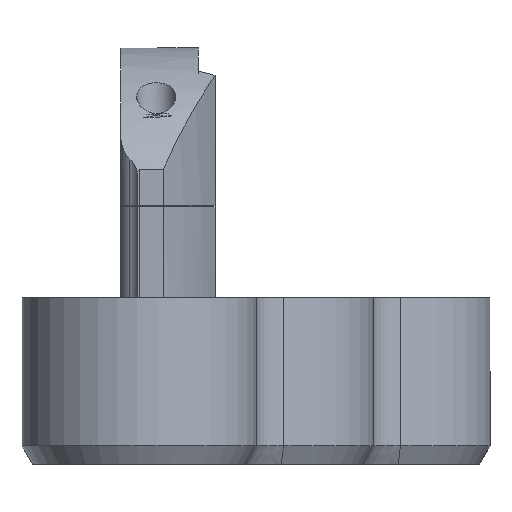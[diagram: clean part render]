
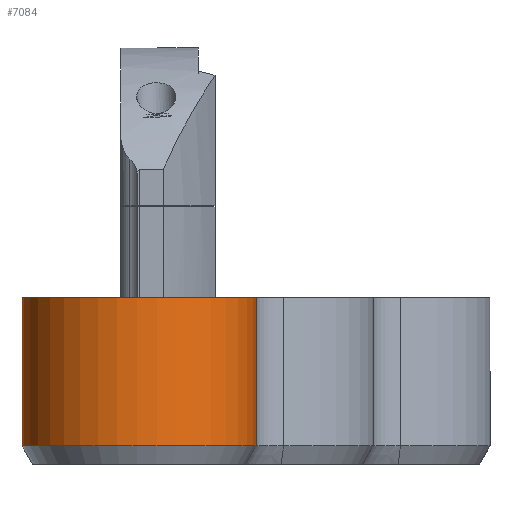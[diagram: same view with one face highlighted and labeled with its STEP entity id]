
A CAD part, front view. The second image highlights one B-rep face of the part: STEP entity #7084.
In plain terms, the highlighted cylindrical face has radius 12.65 mm (diameter 25.3 mm), a partial arc.
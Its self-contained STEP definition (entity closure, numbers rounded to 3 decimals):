
#420=FACE_OUTER_BOUND('',#824,.T.);
#824=EDGE_LOOP('',(#5502,#5503,#5504,#5505));
#1584=CIRCLE('',#7488,12.65);
#1659=CIRCLE('',#7625,12.65);
#1995=LINE('',#19215,#2374);
#1996=LINE('',#19217,#2375);
#2374=VECTOR('',#8960,10.);
#2375=VECTOR('',#8963,10.);
#2909=VERTEX_POINT('',#18687);
#2910=VERTEX_POINT('',#18689);
#3009=VERTEX_POINT('',#19140);
#3010=VERTEX_POINT('',#19144);
#3792=EDGE_CURVE('',#2909,#2910,#1584,.T.);
#3958=EDGE_CURVE('',#3010,#3009,#1659,.T.);
#3992=EDGE_CURVE('',#3009,#2909,#1995,.T.);
#3993=EDGE_CURVE('',#2910,#3010,#1996,.T.);
#5502=ORIENTED_EDGE('',*,*,#3958,.F.);
#5503=ORIENTED_EDGE('',*,*,#3993,.F.);
#5504=ORIENTED_EDGE('',*,*,#3792,.F.);
#5505=ORIENTED_EDGE('',*,*,#3992,.F.);
#6731=CYLINDRICAL_SURFACE('',#7662,12.65);
#7084=ADVANCED_FACE('',(#420),#6731,.T.);
#7488=AXIS2_PLACEMENT_3D('',#18690,#8522,#8523);
#7625=AXIS2_PLACEMENT_3D('',#19146,#8865,#8866);
#7662=AXIS2_PLACEMENT_3D('',#19216,#8961,#8962);
#8522=DIRECTION('center_axis',(0.,0.,1.));
#8523=DIRECTION('ref_axis',(1.,0.,0.));
#8865=DIRECTION('center_axis',(0.,0.,-1.));
#8866=DIRECTION('ref_axis',(-1.,0.,0.));
#8960=DIRECTION('',(0.,0.,1.));
#8961=DIRECTION('center_axis',(0.,0.,1.));
#8962=DIRECTION('ref_axis',(-0.574,-0.819,0.));
#8963=DIRECTION('',(0.,0.,-1.));
#18687=CARTESIAN_POINT('',(-15.604,-27.729,18.));
#18689=CARTESIAN_POINT('',(-0.046,-38.622,18.));
#18690=CARTESIAN_POINT('Origin',(-12.619,-40.021,18.));
#19140=CARTESIAN_POINT('',(-15.604,-27.729,2.));
#19144=CARTESIAN_POINT('',(-0.046,-38.622,2.));
#19146=CARTESIAN_POINT('Origin',(-12.619,-40.021,2.));
#19215=CARTESIAN_POINT('',(-15.604,-27.729,0.));
#19216=CARTESIAN_POINT('Origin',(-12.619,-40.021,0.));
#19217=CARTESIAN_POINT('',(-0.046,-38.622,0.));
